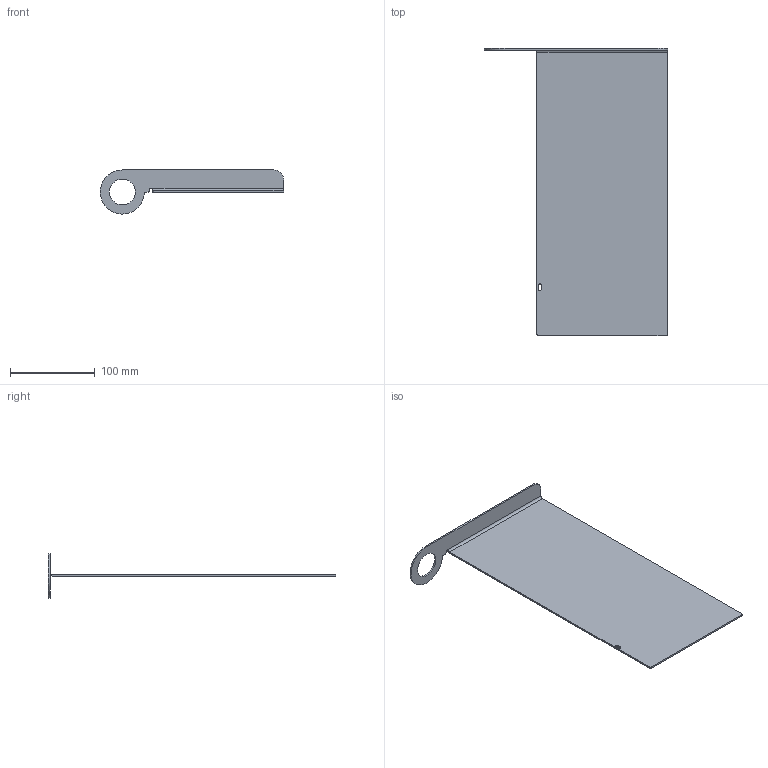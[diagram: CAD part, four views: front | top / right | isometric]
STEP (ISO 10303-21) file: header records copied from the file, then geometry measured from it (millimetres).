
FILE_DESCRIPTION((''),'2;1');
FILE_NAME('211869_ASM','2019-05-03T14:16:52',('pdmadmin'),('BANNER ENGINEERING'),'CREO PARAMETRIC BY PTC INC, 2018300','CREO PARAMETRIC BY PTC INC, 2018300','');
FILE_SCHEMA(('CONFIG_CONTROL_DESIGN'));
Length unit declared in the file: millimetre
Products named in the file (2): 211870; 211869_ASM
Assembly tree (1 placements, depth 2):
  211869_ASM
    211870
Bounding box: 215.99 x 338 x 51.97 mm (x, y, z)
Volume: 108783.1 mm3; surface area: 116979.3 mm2
Topology: 1 solids, 1 shells, 478 faces, 1353 edges, 900 vertices
Faces by surface type: plane 464, cylinder 13, bspline 1
Entity records: 15295 total; most frequent: CARTESIAN_POINT 2784, ORIENTED_EDGE 2706, DIRECTION 2339, EDGE_CURVE 1353, VECTOR 1323, LINE 1323, VERTEX_POINT 900, AXIS2_PLACEMENT_3D 508
